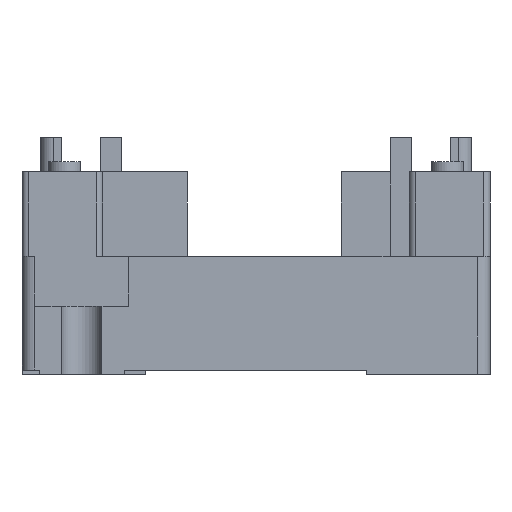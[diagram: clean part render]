
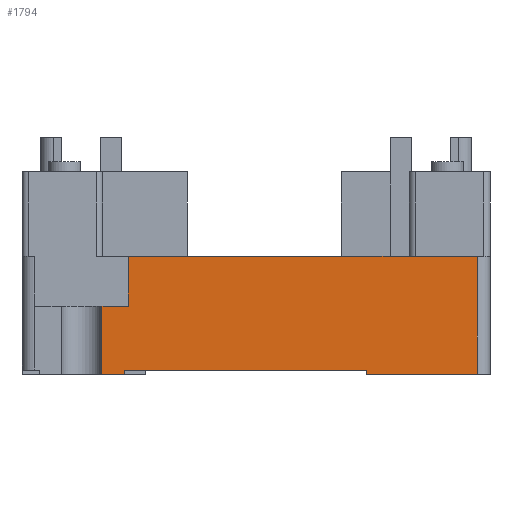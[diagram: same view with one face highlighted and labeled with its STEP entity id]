
A CAD part, front view. The second image highlights one B-rep face of the part: STEP entity #1794.
In plain terms, the highlighted planar face has unit normal (0, -1, 0).
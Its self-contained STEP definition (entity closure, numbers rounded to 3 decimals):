
#1794=ADVANCED_FACE('',(#4696),#4697,.T.);
#2818=VERTEX_POINT('',#5733);
#2822=VERTEX_POINT('',#5737);
#2824=EDGE_CURVE('',#2822,#2818,#5739,.T.);
#3072=VERTEX_POINT('',#5987);
#3076=VERTEX_POINT('',#5991);
#3078=EDGE_CURVE('',#3076,#3072,#5993,.T.);
#3194=VERTEX_POINT('',#6109);
#3198=EDGE_CURVE('',#3072,#3194,#6113,.T.);
#3200=VERTEX_POINT('',#6115);
#3202=EDGE_CURVE('',#3200,#3076,#6117,.T.);
#3334=VERTEX_POINT('',#6249);
#3336=EDGE_CURVE('',#3334,#3200,#6251,.T.);
#3672=VERTEX_POINT('',#6587);
#3676=EDGE_CURVE('',#3194,#3672,#6591,.T.);
#3784=VERTEX_POINT('',#6699);
#3790=EDGE_CURVE('',#3784,#3334,#6705,.T.);
#3868=VERTEX_POINT('',#6783);
#3872=EDGE_CURVE('',#2818,#3868,#6787,.T.);
#3874=EDGE_CURVE('',#3868,#3784,#6789,.T.);
#3966=EDGE_CURVE('',#3672,#2822,#6881,.T.);
#4696=FACE_OUTER_BOUND('',#7601,.T.);
#4697=PLANE('',#7602);
#5733=CARTESIAN_POINT('',(12.5,0.0,13.85));
#5737=CARTESIAN_POINT('',(53.5,0.0,13.85));
#5739=LINE('',#9103,#9104);
#5987=CARTESIAN_POINT('',(40.5,0.0,0.5));
#5991=CARTESIAN_POINT('',(12.1,0.0,0.5));
#5993=LINE('',#9516,#9517);
#6109=CARTESIAN_POINT('',(40.5,0.0,0.0));
#6113=LINE('',#9695,#9696);
#6115=CARTESIAN_POINT('',(12.1,0.0,0.0));
#6117=LINE('',#9701,#9702);
#6249=CARTESIAN_POINT('',(9.4,0.0,0.0));
#6251=LINE('',#9914,#9915);
#6587=CARTESIAN_POINT('',(53.5,0.0,0.0));
#6591=LINE('',#10455,#10456);
#6699=CARTESIAN_POINT('',(9.4,0.0,8.0));
#6705=LINE('',#10640,#10641);
#6783=CARTESIAN_POINT('',(12.5,0.0,8.0));
#6787=LINE('',#10771,#10772);
#6789=LINE('',#10775,#10776);
#6881=LINE('',#10926,#10927);
#7601=EDGE_LOOP('',(#13088,#13089,#13090,#13091,#13092,#13093,#13094,#13095,#13096,#13097));
#7602=AXIS2_PLACEMENT_3D('',#13098,#13099,#13100);
#9103=CARTESIAN_POINT('',(1.5,0.0,13.85));
#9104=VECTOR('',#13642,1.0);
#9516=CARTESIAN_POINT('',(40.501,0.0,0.5));
#9517=VECTOR('',#13729,1.0);
#9695=CARTESIAN_POINT('',(40.5,0.0,0.0));
#9696=VECTOR('',#13781,1.0);
#9701=CARTESIAN_POINT('',(12.1,0.0,0.0));
#9702=VECTOR('',#13782,1.0);
#9914=CARTESIAN_POINT('',(1.5,0.0,0.0));
#9915=VECTOR('',#13834,1.0);
#10455=CARTESIAN_POINT('',(1.5,0.0,0.0));
#10456=VECTOR('',#13962,1.0);
#10640=CARTESIAN_POINT('',(9.4,0.0,0.0));
#10641=VECTOR('',#14015,1.0);
#10771=CARTESIAN_POINT('',(12.5,0.0,6.5));
#10772=VECTOR('',#14052,1.0);
#10775=CARTESIAN_POINT('',(30.25,0.0,8.0));
#10776=VECTOR('',#14053,1.0);
#10926=CARTESIAN_POINT('',(53.5,0.0,0.0));
#10927=VECTOR('',#14135,1.0);
#13088=ORIENTED_EDGE('',*,*,#3198,.T.);
#13089=ORIENTED_EDGE('',*,*,#3676,.T.);
#13090=ORIENTED_EDGE('',*,*,#3966,.T.);
#13091=ORIENTED_EDGE('',*,*,#2824,.T.);
#13092=ORIENTED_EDGE('',*,*,#3872,.T.);
#13093=ORIENTED_EDGE('',*,*,#3874,.T.);
#13094=ORIENTED_EDGE('',*,*,#3790,.T.);
#13095=ORIENTED_EDGE('',*,*,#3336,.T.);
#13096=ORIENTED_EDGE('',*,*,#3202,.T.);
#13097=ORIENTED_EDGE('',*,*,#3078,.T.);
#13098=CARTESIAN_POINT('',(53.5,0.0,0.0));
#13099=DIRECTION('',(0.0,-1.0,0.0));
#13100=DIRECTION('',(0.0,0.0,1.0));
#13642=DIRECTION('',(-1.0,0.0,-0.0));
#13729=DIRECTION('',(1.0,0.0,0.0));
#13781=DIRECTION('',(0.0,0.0,-1.0));
#13782=DIRECTION('',(0.0,-0.0,1.0));
#13834=DIRECTION('',(1.0,0.0,0.0));
#13962=DIRECTION('',(1.0,0.0,0.0));
#14015=DIRECTION('',(0.0,0.0,-1.0));
#14052=DIRECTION('',(0.0,0.0,-1.0));
#14053=DIRECTION('',(-1.0,-0.0,0.0));
#14135=DIRECTION('',(0.0,0.0,1.0));
